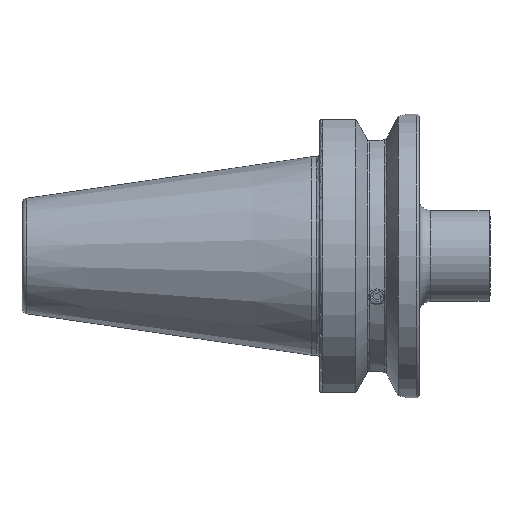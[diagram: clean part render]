
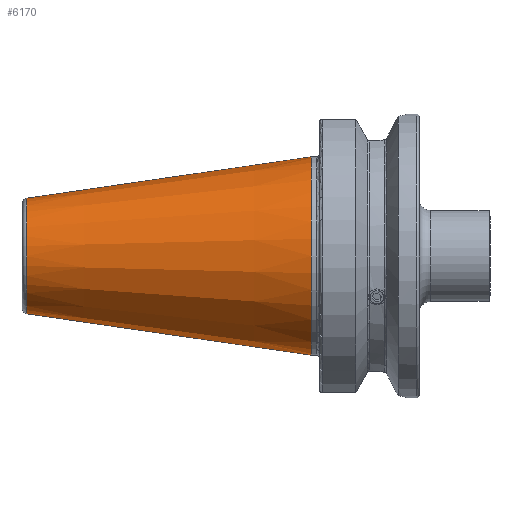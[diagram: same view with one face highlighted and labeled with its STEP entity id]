
A CAD part, front view. The second image highlights one B-rep face of the part: STEP entity #6170.
In plain terms, the highlighted conical face has half-angle 8.297 degrees and reference radius 34.925 mm.
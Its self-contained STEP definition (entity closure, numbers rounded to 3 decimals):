
#19 = DIRECTION ( 'NONE',  ( 0.99, 0., 0.144 ) ) ;
#111 = VERTEX_POINT ( 'NONE', #3906 ) ;
#396 = LINE ( 'NONE', #6386, #1902 ) ;
#462 = VERTEX_POINT ( 'NONE', #1476 ) ;
#593 = VECTOR ( 'NONE', #19, 1000. ) ;
#1012 = ORIENTED_EDGE ( 'NONE', *, *, #2295, .T. ) ;
#1058 = CARTESIAN_POINT ( 'NONE',  ( 0., 0., 34.925 ) ) ;
#1106 = VERTEX_POINT ( 'NONE', #4506 ) ;
#1200 = ORIENTED_EDGE ( 'NONE', *, *, #2846, .F. ) ;
#1437 = EDGE_LOOP ( 'NONE', ( #2671, #1200, #1012, #5309 ) ) ;
#1476 = CARTESIAN_POINT ( 'NONE',  ( 0., 0., 34.925 ) ) ;
#1532 = EDGE_CURVE ( 'NONE', #111, #462, #6582, .T. ) ;
#1902 = VECTOR ( 'NONE', #4115, 1000. ) ;
#2228 = CARTESIAN_POINT ( 'NONE',  ( 0., 0., 0. ) ) ;
#2295 = EDGE_CURVE ( 'NONE', #5853, #1106, #396, .T. ) ;
#2671 = ORIENTED_EDGE ( 'NONE', *, *, #1532, .F. ) ;
#2846 = EDGE_CURVE ( 'NONE', #5853, #111, #3850, .T. ) ;
#2946 = FACE_OUTER_BOUND ( 'NONE', #1437, .T. ) ;
#3183 = DIRECTION ( 'NONE',  ( 0., 0., 1. ) ) ;
#3211 = DIRECTION ( 'NONE',  ( -1., 0., 0. ) ) ;
#3242 = CARTESIAN_POINT ( 'NONE',  ( -100.089, 0., 0. ) ) ;
#3357 = DIRECTION ( 'NONE',  ( -1., 0., 0. ) ) ;
#3850 = CIRCLE ( 'NONE', #5144, 20.329 ) ;
#3906 = CARTESIAN_POINT ( 'NONE',  ( -100.089, 0., 20.329 ) ) ;
#3971 = EDGE_CURVE ( 'NONE', #1106, #462, #4377, .T. ) ;
#4115 = DIRECTION ( 'NONE',  ( 0.99, 0., -0.144 ) ) ;
#4377 = CIRCLE ( 'NONE', #6201, 34.925 ) ;
#4506 = CARTESIAN_POINT ( 'NONE',  ( 0., 0., -34.925 ) ) ;
#4625 = AXIS2_PLACEMENT_3D ( 'NONE', #2228, #6187, #5614 ) ;
#5144 = AXIS2_PLACEMENT_3D ( 'NONE', #3242, #3211, #3183 ) ;
#5309 = ORIENTED_EDGE ( 'NONE', *, *, #3971, .T. ) ;
#5614 = DIRECTION ( 'NONE',  ( 0., 0., -1. ) ) ;
#5616 = CONICAL_SURFACE ( 'NONE', #4625, 34.925, 0.145 ) ;
#5820 = CARTESIAN_POINT ( 'NONE',  ( -100.089, 0., -20.329 ) ) ;
#5853 = VERTEX_POINT ( 'NONE', #5820 ) ;
#6170 = ADVANCED_FACE ( 'NONE', ( #2946 ), #5616, .T. ) ;
#6187 = DIRECTION ( 'NONE',  ( 1., 0., 0. ) ) ;
#6201 = AXIS2_PLACEMENT_3D ( 'NONE', #6754, #3357, #7320 ) ;
#6386 = CARTESIAN_POINT ( 'NONE',  ( 0., 0., -34.925 ) ) ;
#6582 = LINE ( 'NONE', #1058, #593 ) ;
#6754 = CARTESIAN_POINT ( 'NONE',  ( 0., 0., 0. ) ) ;
#7320 = DIRECTION ( 'NONE',  ( 0., 0., 1. ) ) ;
